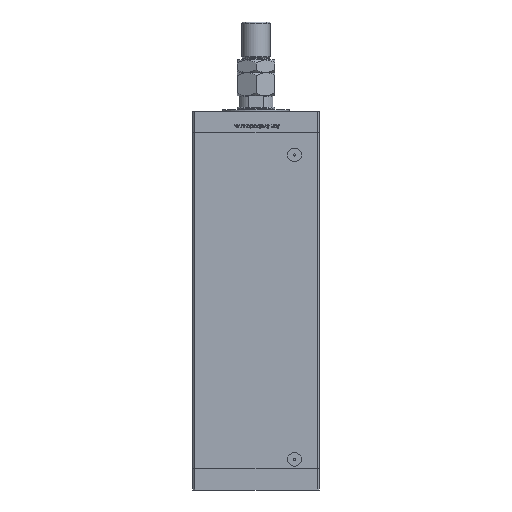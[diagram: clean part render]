
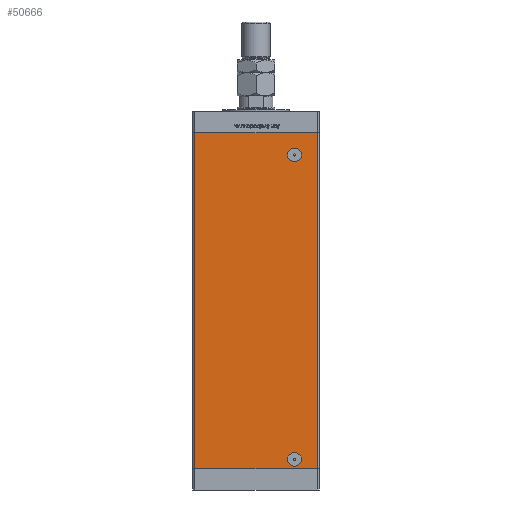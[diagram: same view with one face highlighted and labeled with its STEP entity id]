
A CAD part, front view. The second image highlights one B-rep face of the part: STEP entity #50666.
In plain terms, the highlighted planar face has unit normal (0, -1, 0).
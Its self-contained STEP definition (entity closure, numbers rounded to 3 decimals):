
#29 = CARTESIAN_POINT ( 'NONE',  ( 58., -51., 318.5 ) ) ;
#972 = CARTESIAN_POINT ( 'NONE',  ( 36.5, -51., 9. ) ) ;
#1567 = EDGE_LOOP ( 'NONE', ( #46139, #29444, #53065, #45733 ) ) ;
#2829 = VERTEX_POINT ( 'NONE', #27191 ) ;
#2921 = VERTEX_POINT ( 'NONE', #12266 ) ;
#3291 = DIRECTION ( 'NONE',  ( 0., 0., -1. ) ) ;
#4510 = CARTESIAN_POINT ( 'NONE',  ( 36.5, -51., 297.5 ) ) ;
#4548 = LINE ( 'NONE', #33109, #6186 ) ;
#4777 = DIRECTION ( 'NONE',  ( 0., 0., -1. ) ) ;
#5427 = VERTEX_POINT ( 'NONE', #39560 ) ;
#5625 = EDGE_CURVE ( 'NONE', #2829, #5427, #27546, .T. ) ;
#6107 = CIRCLE ( 'NONE', #37367, 6.58 ) ;
#6139 = EDGE_CURVE ( 'NONE', #47542, #6788, #45413, .T. ) ;
#6186 = VECTOR ( 'NONE', #50192, 1000. ) ;
#6322 = DIRECTION ( 'NONE',  ( 0., -1., 0. ) ) ;
#6788 = VERTEX_POINT ( 'NONE', #33166 ) ;
#6903 = DIRECTION ( 'NONE',  ( 0., 0., -1. ) ) ;
#6947 = DIRECTION ( 'NONE',  ( 0., 0., 1. ) ) ;
#7447 = ORIENTED_EDGE ( 'NONE', *, *, #13766, .T. ) ;
#7543 = DIRECTION ( 'NONE',  ( 0., 1., 0. ) ) ;
#8187 = DIRECTION ( 'NONE',  ( 0., 1., 0. ) ) ;
#8462 = DIRECTION ( 'NONE',  ( 0., 0., -1. ) ) ;
#8540 = VECTOR ( 'NONE', #8462, 1000. ) ;
#8838 = CARTESIAN_POINT ( 'NONE',  ( -58., -51., 318.5 ) ) ;
#12266 = CARTESIAN_POINT ( 'NONE',  ( 36.5, -51., 304.08 ) ) ;
#12387 = PLANE ( 'NONE',  #33771 ) ;
#12697 = CIRCLE ( 'NONE', #52584, 6.58 ) ;
#13766 = EDGE_CURVE ( 'NONE', #2921, #46942, #26974, .T. ) ;
#16585 = EDGE_CURVE ( 'NONE', #21612, #30311, #6107, .T. ) ;
#18285 = EDGE_CURVE ( 'NONE', #5427, #6788, #4548, .T. ) ;
#20606 = CARTESIAN_POINT ( 'NONE',  ( 58., -51., 318.5 ) ) ;
#21253 = CARTESIAN_POINT ( 'NONE',  ( 36.5, -51., 15.58 ) ) ;
#21612 = VERTEX_POINT ( 'NONE', #21253 ) ;
#23519 = CARTESIAN_POINT ( 'NONE',  ( -58., -51., 318.5 ) ) ;
#23793 = FACE_BOUND ( 'NONE', #35646, .T. ) ;
#25579 = ORIENTED_EDGE ( 'NONE', *, *, #16585, .F. ) ;
#25925 = LINE ( 'NONE', #8838, #35493 ) ;
#26974 = CIRCLE ( 'NONE', #48721, 6.58 ) ;
#27191 = CARTESIAN_POINT ( 'NONE',  ( -58., -51., 318.5 ) ) ;
#27546 = LINE ( 'NONE', #44131, #34557 ) ;
#28932 = DIRECTION ( 'NONE',  ( 0., 1., 0. ) ) ;
#29242 = DIRECTION ( 'NONE',  ( 0., 0., -1. ) ) ;
#29444 = ORIENTED_EDGE ( 'NONE', *, *, #6139, .F. ) ;
#30311 = VERTEX_POINT ( 'NONE', #31717 ) ;
#31717 = CARTESIAN_POINT ( 'NONE',  ( 36.5, -51., 2.42 ) ) ;
#32959 = DIRECTION ( 'NONE',  ( 0., -1., 0. ) ) ;
#33023 = FACE_BOUND ( 'NONE', #34596, .T. ) ;
#33109 = CARTESIAN_POINT ( 'NONE',  ( -58., -51., 0. ) ) ;
#33166 = CARTESIAN_POINT ( 'NONE',  ( 58., -51., 0. ) ) ;
#33771 = AXIS2_PLACEMENT_3D ( 'NONE', #23519, #28932, #6947 ) ;
#34557 = VECTOR ( 'NONE', #6903, 1000. ) ;
#34596 = EDGE_LOOP ( 'NONE', ( #50362, #7447 ) ) ;
#35493 = VECTOR ( 'NONE', #42237, 1000. ) ;
#35646 = EDGE_LOOP ( 'NONE', ( #36816, #25579 ) ) ;
#35683 = EDGE_CURVE ( 'NONE', #46942, #2921, #51694, .T. ) ;
#36282 = FACE_OUTER_BOUND ( 'NONE', #1567, .T. ) ;
#36816 = ORIENTED_EDGE ( 'NONE', *, *, #37462, .F. ) ;
#37367 = AXIS2_PLACEMENT_3D ( 'NONE', #53611, #32959, #40562 ) ;
#37462 = EDGE_CURVE ( 'NONE', #30311, #21612, #12697, .T. ) ;
#39492 = AXIS2_PLACEMENT_3D ( 'NONE', #52757, #8187, #3291 ) ;
#39560 = CARTESIAN_POINT ( 'NONE',  ( -58., -51., 0. ) ) ;
#40562 = DIRECTION ( 'NONE',  ( 0., 0., -1. ) ) ;
#42237 = DIRECTION ( 'NONE',  ( 1., 0., 0. ) ) ;
#44131 = CARTESIAN_POINT ( 'NONE',  ( -58., -51., 318.5 ) ) ;
#45413 = LINE ( 'NONE', #29, #8540 ) ;
#45733 = ORIENTED_EDGE ( 'NONE', *, *, #5625, .T. ) ;
#46139 = ORIENTED_EDGE ( 'NONE', *, *, #18285, .T. ) ;
#46942 = VERTEX_POINT ( 'NONE', #53622 ) ;
#47542 = VERTEX_POINT ( 'NONE', #20606 ) ;
#48721 = AXIS2_PLACEMENT_3D ( 'NONE', #4510, #7543, #29242 ) ;
#50192 = DIRECTION ( 'NONE',  ( 1., 0., 0. ) ) ;
#50362 = ORIENTED_EDGE ( 'NONE', *, *, #35683, .T. ) ;
#50666 = ADVANCED_FACE ( 'NONE', ( #23793, #36282, #33023 ), #12387, .F. ) ;
#50694 = EDGE_CURVE ( 'NONE', #2829, #47542, #25925, .T. ) ;
#51694 = CIRCLE ( 'NONE', #39492, 6.58 ) ;
#52584 = AXIS2_PLACEMENT_3D ( 'NONE', #972, #6322, #4777 ) ;
#52757 = CARTESIAN_POINT ( 'NONE',  ( 36.5, -51., 297.5 ) ) ;
#53065 = ORIENTED_EDGE ( 'NONE', *, *, #50694, .F. ) ;
#53611 = CARTESIAN_POINT ( 'NONE',  ( 36.5, -51., 9. ) ) ;
#53622 = CARTESIAN_POINT ( 'NONE',  ( 36.5, -51., 290.92 ) ) ;
